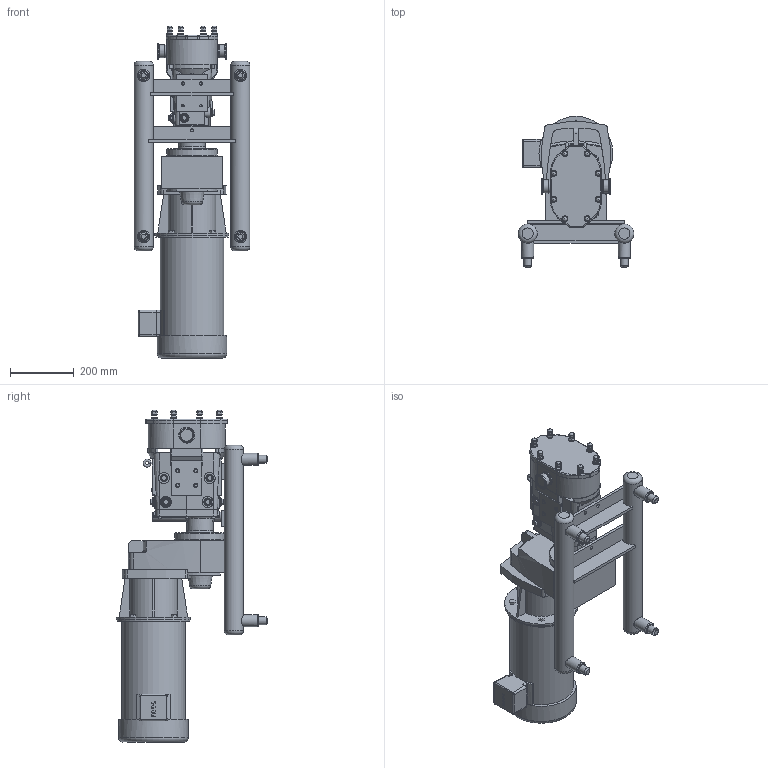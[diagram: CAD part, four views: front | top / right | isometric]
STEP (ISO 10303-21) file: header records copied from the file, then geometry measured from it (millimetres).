
FILE_DESCRIPTION(/* description */ (''),/* implementation_level */ '2;1');
FILE_NAME(/* name */ 'U3_030U3_184TC_1.5x1.5_S-Line_5HP_LH_SM.stp',/* time_stamp */ '2021-05-24T19:12:54+06:00',/* author */ ('trtmhr'),/* organization */ (''),/* preprocessor_version */ 'ST-DEVELOPER v18.1',/* originating_system */ 'Autodesk Inventor 2020',/* authorisation */ '');
FILE_SCHEMA (('AUTOMOTIVE_DESIGN { 1 0 10303 214 3 1 1 }'));
Length unit declared in the file: inch
Products named in the file (1): U3_030U3_184TC_1.5x1.5_S-Line_5HP_LH_SM
Bounding box: 365.12 x 476.09 x 1045.74 mm (x, y, z)
Volume: 35574096.4 mm3; surface area: 1428730 mm2
Topology: 4 solids, 4 shells, 1002 faces, 2731 edges, 1804 vertices
Faces by surface type: plane 499, cylinder 285, torus 79, cone 67, bspline 60, sphere 12
Full cylindrical faces by diameter (mm): 7.62 x2, 7.798 x1, 7.95 x4, 10.312 x3, 14.275 x8, 15.24 x1, 19.05 x8, 23.876 x3, 25.4 x9, 29.21 x2, 31.75 x3, 35.052 x6, 38.1 x6, 41.275 x4, 42.291 x2, 50.495 x2, 82.55 x1, 158.217 x1, 158.242 x1, 199.542 x1, 218.338 x1, 227.559 x1, 232.994 x1
Entity records: 33649 total; most frequent: CARTESIAN_POINT 7958, ORIENTED_EDGE 5428, DIRECTION 5402, EDGE_CURVE 2714, AXIS2_PLACEMENT_3D 2041, VERTEX_POINT 1804, LINE 1320, VECTOR 1320
